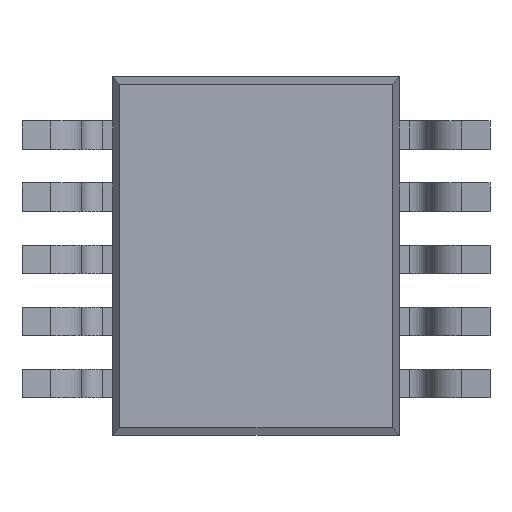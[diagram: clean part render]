
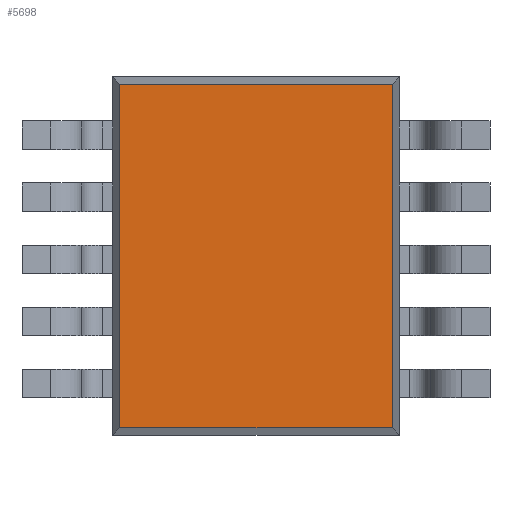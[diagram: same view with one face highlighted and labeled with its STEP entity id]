
A CAD part, front view. The second image highlights one B-rep face of the part: STEP entity #5698.
In plain terms, the highlighted planar face has unit normal (0, -1, 0).
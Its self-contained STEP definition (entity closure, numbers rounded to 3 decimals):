
#140 = CARTESIAN_POINT ( 'NONE',  ( 1.425, 0.1, 1.8 ) ) ;
#426 = VERTEX_POINT ( 'NONE', #140 ) ;
#529 = VERTEX_POINT ( 'NONE', #1265 ) ;
#694 = VECTOR ( 'NONE', #1566, 1000. ) ;
#828 = EDGE_CURVE ( 'NONE', #529, #2327, #4590, .T. ) ;
#855 = CARTESIAN_POINT ( 'NONE',  ( 0., 0.1, -1.8 ) ) ;
#1079 = CARTESIAN_POINT ( 'NONE',  ( 0., 0.1, 1.8 ) ) ;
#1182 = AXIS2_PLACEMENT_3D ( 'NONE', #5607, #1384, #5542 ) ;
#1265 = CARTESIAN_POINT ( 'NONE',  ( -1.425, 0.1, 1.8 ) ) ;
#1384 = DIRECTION ( 'NONE',  ( 0., 1., 0. ) ) ;
#1566 = DIRECTION ( 'NONE',  ( -1., 0., 0. ) ) ;
#1623 = DIRECTION ( 'NONE',  ( 0., 0., -1. ) ) ;
#1773 = CARTESIAN_POINT ( 'NONE',  ( 1.425, 0.1, 0. ) ) ;
#2092 = ORIENTED_EDGE ( 'NONE', *, *, #3191, .T. ) ;
#2327 = VERTEX_POINT ( 'NONE', #6327 ) ;
#2511 = VECTOR ( 'NONE', #6647, 1000. ) ;
#2673 = EDGE_CURVE ( 'NONE', #2327, #4782, #5313, .T. ) ;
#2747 = EDGE_LOOP ( 'NONE', ( #4354, #6414, #6573, #2092 ) ) ;
#2820 = LINE ( 'NONE', #1079, #694 ) ;
#3167 = CARTESIAN_POINT ( 'NONE',  ( -1.425, 0.1, 0. ) ) ;
#3191 = EDGE_CURVE ( 'NONE', #426, #529, #2820, .T. ) ;
#3453 = LINE ( 'NONE', #1773, #5193 ) ;
#3981 = EDGE_CURVE ( 'NONE', #4782, #426, #3453, .T. ) ;
#4158 = FACE_OUTER_BOUND ( 'NONE', #2747, .T. ) ;
#4354 = ORIENTED_EDGE ( 'NONE', *, *, #828, .T. ) ;
#4590 = LINE ( 'NONE', #3167, #5805 ) ;
#4782 = VERTEX_POINT ( 'NONE', #6155 ) ;
#5193 = VECTOR ( 'NONE', #5483, 1000. ) ;
#5313 = LINE ( 'NONE', #855, #2511 ) ;
#5483 = DIRECTION ( 'NONE',  ( 0., 0., 1. ) ) ;
#5542 = DIRECTION ( 'NONE',  ( 0., 0., 1. ) ) ;
#5607 = CARTESIAN_POINT ( 'NONE',  ( 0., 0.1, 0. ) ) ;
#5698 = ADVANCED_FACE ( 'NONE', ( #4158 ), #6604, .F. ) ;
#5805 = VECTOR ( 'NONE', #1623, 1000. ) ;
#6155 = CARTESIAN_POINT ( 'NONE',  ( 1.425, 0.1, -1.8 ) ) ;
#6327 = CARTESIAN_POINT ( 'NONE',  ( -1.425, 0.1, -1.8 ) ) ;
#6414 = ORIENTED_EDGE ( 'NONE', *, *, #2673, .T. ) ;
#6573 = ORIENTED_EDGE ( 'NONE', *, *, #3981, .T. ) ;
#6604 = PLANE ( 'NONE',  #1182 ) ;
#6647 = DIRECTION ( 'NONE',  ( 1., 0., 0. ) ) ;
